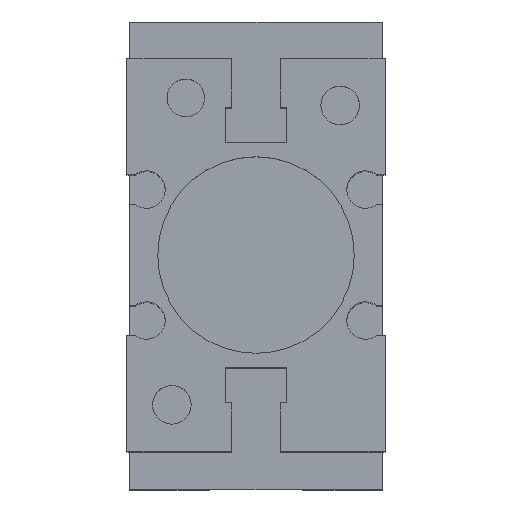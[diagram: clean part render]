
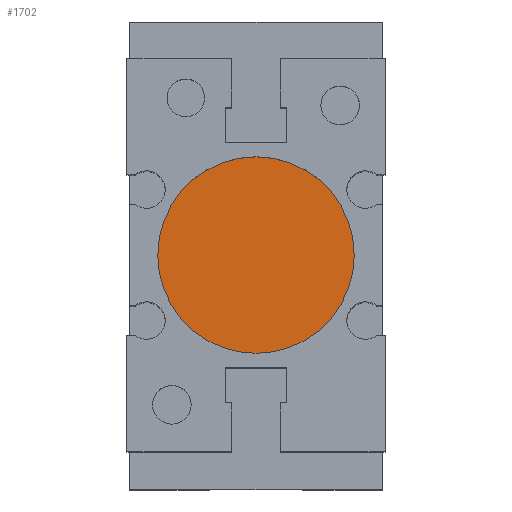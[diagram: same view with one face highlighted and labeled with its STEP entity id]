
A CAD part, top view. The second image highlights one B-rep face of the part: STEP entity #1702.
In plain terms, the highlighted planar face has unit normal (0, 0, 1).
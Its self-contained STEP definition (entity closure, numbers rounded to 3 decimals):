
#1671=CARTESIAN_POINT('',(10.5,0.,49.8));
#1672=VERTEX_POINT('',#1671);
#1673=CARTESIAN_POINT('',(0.0,0.0,49.8));
#1674=DIRECTION('',(0.0,0.0,1.0));
#1675=DIRECTION('',(-1.0,0.0,0.0));
#1676=AXIS2_PLACEMENT_3D('',#1673,#1674,#1675);
#1677=CIRCLE('',#1676,10.5);
#1678=EDGE_CURVE('',#1672,#1672,#1677,.T.);
#1694=CARTESIAN_POINT('',(0.0,0.0,49.8));
#1695=DIRECTION('',(0.0,0.0,-1.0));
#1696=DIRECTION('',(-1.0,0.0,0.0));
#1697=AXIS2_PLACEMENT_3D('',#1694,#1695,#1696);
#1698=PLANE('',#1697);
#1699=ORIENTED_EDGE('',*,*,#1678,.T.);
#1700=EDGE_LOOP('',(#1699));
#1701=FACE_OUTER_BOUND('',#1700,.T.);
#1702=ADVANCED_FACE('',(#1701),#1698,.F.);
